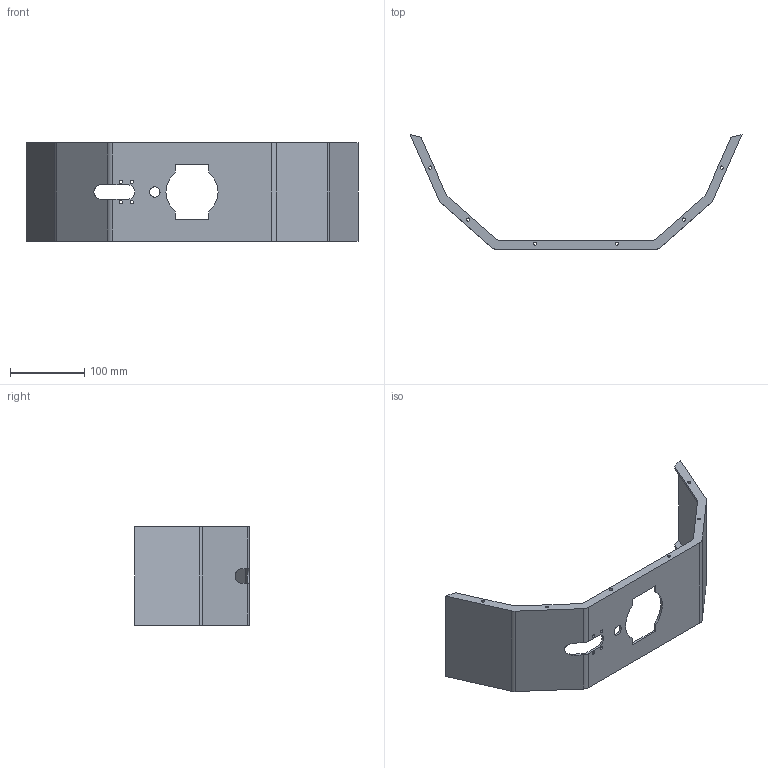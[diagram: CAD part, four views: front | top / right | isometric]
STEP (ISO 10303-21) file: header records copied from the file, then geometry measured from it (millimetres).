
FILE_DESCRIPTION (( 'STEP AP214' ), '1' );
FILE_NAME ('Base_Carter.STEP', '2021-11-04T14:52:26', ( '' ), ( '' ), 'SwSTEP 2.0', 'SolidWorks 2021', '' );
FILE_SCHEMA (( 'AUTOMOTIVE_DESIGN' ));
Length unit declared in the file: millimetre
Products named in the file (1): Base_Carter
Bounding box: 446.91 x 154.5 x 132.5 mm (x, y, z)
Volume: 245278.4 mm3; surface area: 176625.9 mm2
Topology: 1 solids, 1 shells, 90 faces, 270 edges, 180 vertices
Faces by surface type: cylinder 56, plane 34
Entity records: 3194 total; most frequent: DIRECTION 560, CARTESIAN_POINT 547, ORIENTED_EDGE 540, EDGE_CURVE 270, AXIS2_PLACEMENT_3D 201, VERTEX_POINT 180, LINE 158, VECTOR 158
